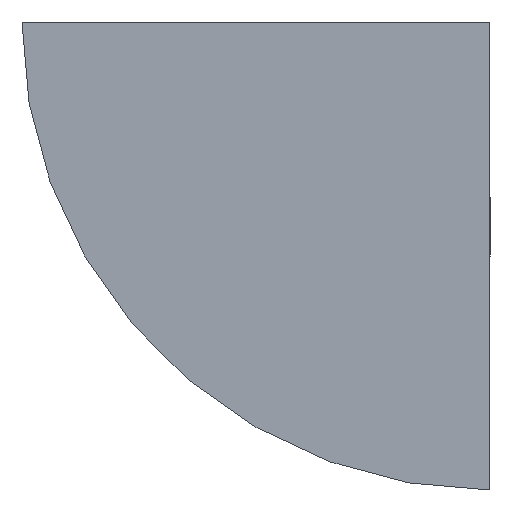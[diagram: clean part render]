
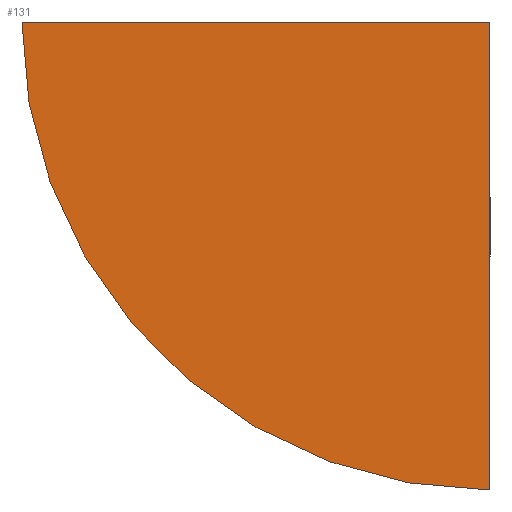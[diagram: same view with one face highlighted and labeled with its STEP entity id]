
A CAD part, front view. The second image highlights one B-rep face of the part: STEP entity #131.
In plain terms, the highlighted planar face has unit normal (0, -1, 0).
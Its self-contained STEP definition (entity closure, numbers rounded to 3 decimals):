
#15=DIRECTION('',(0.,0.,-1.));
#16=VECTOR('',#15,30.);
#17=CARTESIAN_POINT('',(0.,0.,0.));
#18=LINE('',#17,#16);
#19=DIRECTION('',(-1.,0.,0.));
#20=VECTOR('',#19,30.);
#21=CARTESIAN_POINT('',(0.,0.,0.));
#22=LINE('',#21,#20);
#76=CARTESIAN_POINT('',(0.,0.,0.));
#77=DIRECTION('',(0.,1.,0.));
#78=DIRECTION('',(0.,0.,-1.));
#79=AXIS2_PLACEMENT_3D('',#76,#77,#78);
#95=CARTESIAN_POINT('',(-30.,0.,0.));
#97=VERTEX_POINT('',#95);
#98=CARTESIAN_POINT('',(0.,0.,0.));
#99=CARTESIAN_POINT('',(0.,0.,-30.));
#100=VERTEX_POINT('',#98);
#101=VERTEX_POINT('',#99);
#118=CARTESIAN_POINT('',(0.,0.,0.));
#119=DIRECTION('',(0.,-1.,0.));
#120=DIRECTION('',(-1.,0.,0.));
#121=AXIS2_PLACEMENT_3D('',#118,#119,#120);
#122=PLANE('',#121);
#124=ORIENTED_EDGE('',*,*,#123,.T.);
#126=ORIENTED_EDGE('',*,*,#125,.T.);
#128=ORIENTED_EDGE('',*,*,#127,.F.);
#129=EDGE_LOOP('',(#124,#126,#128));
#130=FACE_OUTER_BOUND('',#129,.F.);
#80=CIRCLE('',#79,30.);
#123=EDGE_CURVE('',#100,#101,#18,.T.);
#125=EDGE_CURVE('',#101,#97,#80,.T.);
#127=EDGE_CURVE('',#100,#97,#22,.T.);
#131=ADVANCED_FACE('',(#130),#122,.T.);
